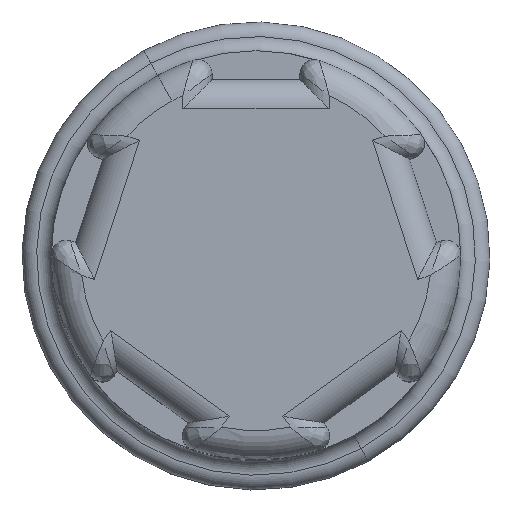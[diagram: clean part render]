
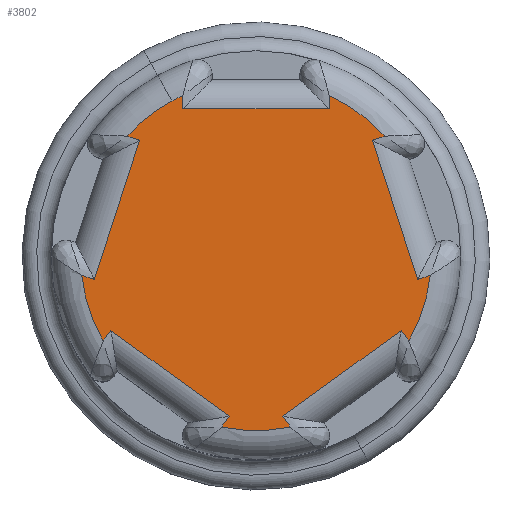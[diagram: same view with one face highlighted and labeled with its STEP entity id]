
A CAD part, top view. The second image highlights one B-rep face of the part: STEP entity #3802.
In plain terms, the highlighted planar face has unit normal (0, 0, 1).
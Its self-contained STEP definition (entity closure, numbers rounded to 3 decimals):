
#293=CARTESIAN_POINT('Vertex',(-4.415,4.063,20.)) ;
#342=CARTESIAN_POINT('Line Origine',(0.,2.629,20.)) ;
#346=CARTESIAN_POINT('Vertex',(-3.983,3.923,20.)) ;
#632=CARTESIAN_POINT('Vertex',(-5.96,-0.692,20.)) ;
#792=CARTESIAN_POINT('Vertex',(-5.229,-2.943,20.)) ;
#952=CARTESIAN_POINT('Vertex',(-1.183,-5.882,20.)) ;
#1112=CARTESIAN_POINT('Vertex',(1.183,-5.882,20.)) ;
#1161=CARTESIAN_POINT('Axis2P3D Location',(0.,0.,20.)) ;
#1178=CARTESIAN_POINT('Axis2P3D Location',(0.,0.,20.)) ;
#1182=CARTESIAN_POINT('Vertex',(-2.877,5.265,20.)) ;
#1202=CARTESIAN_POINT('Axis2P3D Location',(0.,0.,20.)) ;
#1550=CARTESIAN_POINT('Line Origine',(0.,-2.629,20.)) ;
#1554=CARTESIAN_POINT('Vertex',(-5.528,-0.833,20.)) ;
#1600=CARTESIAN_POINT('Line Origine',(-5.309,-0.158,20.)) ;
#1768=CARTESIAN_POINT('Vertex',(5.96,-0.692,20.)) ;
#1817=CARTESIAN_POINT('Line Origine',(0.,-2.629,20.)) ;
#1821=CARTESIAN_POINT('Vertex',(5.528,-0.833,20.)) ;
#1894=CARTESIAN_POINT('Vertex',(3.983,3.923,20.)) ;
#1897=CARTESIAN_POINT('Line Origine',(5.309,-0.158,20.)) ;
#2056=CARTESIAN_POINT('Vertex',(4.415,4.063,20.)) ;
#2105=CARTESIAN_POINT('Line Origine',(0.,2.629,20.)) ;
#2343=CARTESIAN_POINT('Vertex',(2.5,5.454,20.)) ;
#2503=CARTESIAN_POINT('Vertex',(-2.5,5.454,20.)) ;
#2663=CARTESIAN_POINT('Vertex',(5.229,-2.943,20.)) ;
#2712=CARTESIAN_POINT('Axis2P3D Location',(0.,0.,20.)) ;
#2729=CARTESIAN_POINT('Axis2P3D Location',(0.,0.,20.)) ;
#2746=CARTESIAN_POINT('Axis2P3D Location',(0.,0.,20.)) ;
#2818=CARTESIAN_POINT('Line Origine',(2.5,-0.158,20.)) ;
#2822=CARTESIAN_POINT('Vertex',(2.5,5.,20.)) ;
#2895=CARTESIAN_POINT('Vertex',(-2.5,5.,20.)) ;
#2898=CARTESIAN_POINT('Line Origine',(0.,5.,20.)) ;
#2944=CARTESIAN_POINT('Line Origine',(-2.5,-0.158,20.)) ;
#3033=CARTESIAN_POINT('Line Origine',(-3.022,0.093,20.)) ;
#3037=CARTESIAN_POINT('Vertex',(-4.961,-2.576,20.)) ;
#3110=CARTESIAN_POINT('Vertex',(-0.916,-5.515,20.)) ;
#3113=CARTESIAN_POINT('Line Origine',(-2.452,-4.399,20.)) ;
#3159=CARTESIAN_POINT('Line Origine',(2.908,-0.251,20.)) ;
#3248=CARTESIAN_POINT('Line Origine',(-2.908,-0.251,20.)) ;
#3252=CARTESIAN_POINT('Vertex',(0.916,-5.515,20.)) ;
#3325=CARTESIAN_POINT('Vertex',(4.961,-2.576,20.)) ;
#3328=CARTESIAN_POINT('Line Origine',(2.452,-4.399,20.)) ;
#3374=CARTESIAN_POINT('Line Origine',(3.022,0.093,20.)) ;
#3774=CARTESIAN_POINT('Axis2P3D Location',(0.,-7.,20.)) ;
#343=DIRECTION('Vector Direction',(-0.951,0.309,0.)) ;
#1162=DIRECTION('Axis2P3D Direction',(0.,0.,1.)) ;
#1179=DIRECTION('Axis2P3D Direction',(0.,-0.,1.)) ;
#1203=DIRECTION('Axis2P3D Direction',(0.,0.,1.)) ;
#1551=DIRECTION('Vector Direction',(0.951,-0.309,0.)) ;
#1601=DIRECTION('Vector Direction',(-0.309,-0.951,0.)) ;
#1818=DIRECTION('Vector Direction',(0.951,0.309,0.)) ;
#1898=DIRECTION('Vector Direction',(-0.309,0.951,0.)) ;
#2106=DIRECTION('Vector Direction',(-0.951,-0.309,0.)) ;
#2713=DIRECTION('Axis2P3D Direction',(0.,0.,1.)) ;
#2730=DIRECTION('Axis2P3D Direction',(0.,0.,1.)) ;
#2747=DIRECTION('Axis2P3D Direction',(0.,0.,1.)) ;
#2819=DIRECTION('Vector Direction',(0.,1.,0.)) ;
#2899=DIRECTION('Vector Direction',(-1.,0.,0.)) ;
#2945=DIRECTION('Vector Direction',(0.,-1.,0.)) ;
#3034=DIRECTION('Vector Direction',(-0.588,-0.809,0.)) ;
#3114=DIRECTION('Vector Direction',(0.809,-0.588,0.)) ;
#3160=DIRECTION('Vector Direction',(0.588,0.809,0.)) ;
#3249=DIRECTION('Vector Direction',(0.588,-0.809,0.)) ;
#3329=DIRECTION('Vector Direction',(0.809,0.588,0.)) ;
#3375=DIRECTION('Vector Direction',(-0.588,0.809,0.)) ;
#3775=DIRECTION('Axis2P3D Direction',(0.,0.,1.)) ;
#3776=DIRECTION('Axis2P3D XDirection',(1.,0.,0.)) ;
#1163=AXIS2_PLACEMENT_3D('Circle Axis2P3D',#1161,#1162,$) ;
#1180=AXIS2_PLACEMENT_3D('Circle Axis2P3D',#1178,#1179,$) ;
#1204=AXIS2_PLACEMENT_3D('Circle Axis2P3D',#1202,#1203,$) ;
#2714=AXIS2_PLACEMENT_3D('Circle Axis2P3D',#2712,#2713,$) ;
#2731=AXIS2_PLACEMENT_3D('Circle Axis2P3D',#2729,#2730,$) ;
#2748=AXIS2_PLACEMENT_3D('Circle Axis2P3D',#2746,#2747,$) ;
#3777=AXIS2_PLACEMENT_3D('Plane Axis2P3D',#3774,#3775,#3776) ;
#3780=ORIENTED_EDGE('',*,*,#2109,.T.) ;
#3781=ORIENTED_EDGE('',*,*,#2733,.T.) ;
#3782=ORIENTED_EDGE('',*,*,#2824,.T.) ;
#3783=ORIENTED_EDGE('',*,*,#2902,.T.) ;
#3784=ORIENTED_EDGE('',*,*,#2948,.T.) ;
#3785=ORIENTED_EDGE('',*,*,#2716,.T.) ;
#3786=ORIENTED_EDGE('',*,*,#1184,.T.) ;
#3787=ORIENTED_EDGE('',*,*,#348,.T.) ;
#3788=ORIENTED_EDGE('',*,*,#1604,.T.) ;
#3789=ORIENTED_EDGE('',*,*,#1556,.T.) ;
#3790=ORIENTED_EDGE('',*,*,#1165,.T.) ;
#3791=ORIENTED_EDGE('',*,*,#3039,.T.) ;
#3792=ORIENTED_EDGE('',*,*,#3117,.T.) ;
#3793=ORIENTED_EDGE('',*,*,#3163,.T.) ;
#3794=ORIENTED_EDGE('',*,*,#1206,.T.) ;
#3795=ORIENTED_EDGE('',*,*,#3254,.T.) ;
#3796=ORIENTED_EDGE('',*,*,#3332,.T.) ;
#3797=ORIENTED_EDGE('',*,*,#3378,.T.) ;
#3798=ORIENTED_EDGE('',*,*,#2750,.T.) ;
#3799=ORIENTED_EDGE('',*,*,#1823,.T.) ;
#3800=ORIENTED_EDGE('',*,*,#1901,.T.) ;
#344=VECTOR('Line Direction',#343,1.) ;
#1552=VECTOR('Line Direction',#1551,1.) ;
#1602=VECTOR('Line Direction',#1601,1.) ;
#1819=VECTOR('Line Direction',#1818,1.) ;
#1899=VECTOR('Line Direction',#1898,1.) ;
#2107=VECTOR('Line Direction',#2106,1.) ;
#2820=VECTOR('Line Direction',#2819,1.) ;
#2900=VECTOR('Line Direction',#2899,1.) ;
#2946=VECTOR('Line Direction',#2945,1.) ;
#3035=VECTOR('Line Direction',#3034,1.) ;
#3115=VECTOR('Line Direction',#3114,1.) ;
#3161=VECTOR('Line Direction',#3160,1.) ;
#3250=VECTOR('Line Direction',#3249,1.) ;
#3330=VECTOR('Line Direction',#3329,1.) ;
#3376=VECTOR('Line Direction',#3375,1.) ;
#3802=ADVANCED_FACE('Corps principal',(#3801),#3778,.T.) ;
#1164=CIRCLE('generated circle',#1163,6.) ;
#1181=CIRCLE('generated circle',#1180,6.) ;
#1205=CIRCLE('generated circle',#1204,6.) ;
#2715=CIRCLE('generated circle',#2714,6.) ;
#2732=CIRCLE('generated circle',#2731,6.) ;
#2749=CIRCLE('generated circle',#2748,6.) ;
#348=EDGE_CURVE('',#294,#347,#345,.F.) ;
#1165=EDGE_CURVE('',#633,#793,#1164,.T.) ;
#1184=EDGE_CURVE('',#1183,#294,#1181,.T.) ;
#1206=EDGE_CURVE('',#953,#1113,#1205,.T.) ;
#1556=EDGE_CURVE('',#1555,#633,#1553,.F.) ;
#1604=EDGE_CURVE('',#347,#1555,#1603,.T.) ;
#1823=EDGE_CURVE('',#1769,#1822,#1820,.F.) ;
#1901=EDGE_CURVE('',#1822,#1895,#1900,.T.) ;
#2109=EDGE_CURVE('',#1895,#2057,#2108,.F.) ;
#2716=EDGE_CURVE('',#2504,#1183,#2715,.T.) ;
#2733=EDGE_CURVE('',#2057,#2344,#2732,.T.) ;
#2750=EDGE_CURVE('',#2664,#1769,#2749,.T.) ;
#2824=EDGE_CURVE('',#2344,#2823,#2821,.F.) ;
#2902=EDGE_CURVE('',#2823,#2896,#2901,.T.) ;
#2948=EDGE_CURVE('',#2896,#2504,#2947,.F.) ;
#3039=EDGE_CURVE('',#793,#3038,#3036,.F.) ;
#3117=EDGE_CURVE('',#3038,#3111,#3116,.T.) ;
#3163=EDGE_CURVE('',#3111,#953,#3162,.F.) ;
#3254=EDGE_CURVE('',#1113,#3253,#3251,.F.) ;
#3332=EDGE_CURVE('',#3253,#3326,#3331,.T.) ;
#3378=EDGE_CURVE('',#3326,#2664,#3377,.F.) ;
#3779=EDGE_LOOP('',(#3780,#3781,#3782,#3783,#3784,#3785,#3786,#3787,#3788,#3789,#3790,#3791,#3792,#3793,#3794,#3795,#3796,#3797,#3798,#3799,#3800)) ;
#3801=FACE_OUTER_BOUND('',#3779,.T.) ;
#345=LINE('Line',#342,#344) ;
#1553=LINE('Line',#1550,#1552) ;
#1603=LINE('Line',#1600,#1602) ;
#1820=LINE('Line',#1817,#1819) ;
#1900=LINE('Line',#1897,#1899) ;
#2108=LINE('Line',#2105,#2107) ;
#2821=LINE('Line',#2818,#2820) ;
#2901=LINE('Line',#2898,#2900) ;
#2947=LINE('Line',#2944,#2946) ;
#3036=LINE('Line',#3033,#3035) ;
#3116=LINE('Line',#3113,#3115) ;
#3162=LINE('Line',#3159,#3161) ;
#3251=LINE('Line',#3248,#3250) ;
#3331=LINE('Line',#3328,#3330) ;
#3377=LINE('Line',#3374,#3376) ;
#3778=PLANE('',#3777) ;
#294=VERTEX_POINT('',#293) ;
#347=VERTEX_POINT('',#346) ;
#633=VERTEX_POINT('',#632) ;
#793=VERTEX_POINT('',#792) ;
#953=VERTEX_POINT('',#952) ;
#1113=VERTEX_POINT('',#1112) ;
#1183=VERTEX_POINT('',#1182) ;
#1555=VERTEX_POINT('',#1554) ;
#1769=VERTEX_POINT('',#1768) ;
#1822=VERTEX_POINT('',#1821) ;
#1895=VERTEX_POINT('',#1894) ;
#2057=VERTEX_POINT('',#2056) ;
#2344=VERTEX_POINT('',#2343) ;
#2504=VERTEX_POINT('',#2503) ;
#2664=VERTEX_POINT('',#2663) ;
#2823=VERTEX_POINT('',#2822) ;
#2896=VERTEX_POINT('',#2895) ;
#3038=VERTEX_POINT('',#3037) ;
#3111=VERTEX_POINT('',#3110) ;
#3253=VERTEX_POINT('',#3252) ;
#3326=VERTEX_POINT('',#3325) ;
